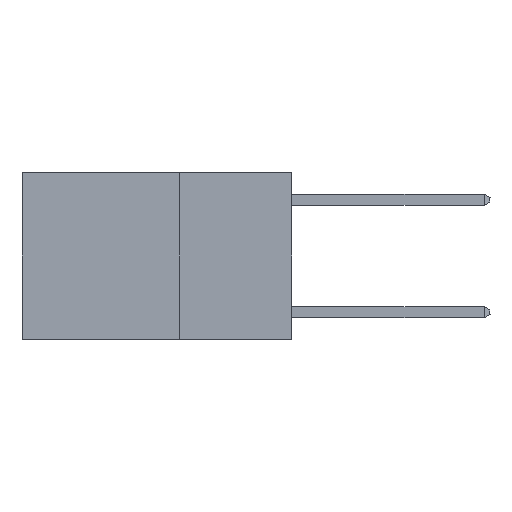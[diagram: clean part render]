
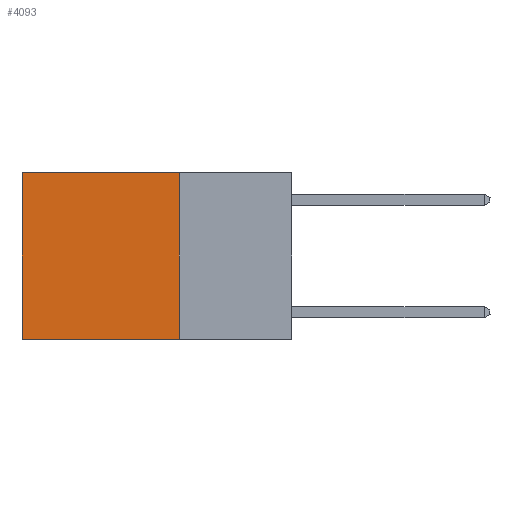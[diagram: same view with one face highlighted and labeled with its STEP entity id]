
A CAD part, left-side view. The second image highlights one B-rep face of the part: STEP entity #4093.
In plain terms, the highlighted planar face has unit normal (-1, 0, 0).
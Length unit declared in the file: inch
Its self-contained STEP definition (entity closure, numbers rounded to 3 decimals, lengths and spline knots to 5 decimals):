
#389 = VERTEX_POINT ( 'NONE', #3840 ) ;
#490 = VERTEX_POINT ( 'NONE', #623 ) ;
#552 = VECTOR ( 'NONE', #10893, 39.37008 ) ;
#623 = CARTESIAN_POINT ( 'NONE',  ( 0.2625, 0.25, -0.37 ) ) ;
#886 = CARTESIAN_POINT ( 'NONE',  ( 0.2625, 0.25, -0.37 ) ) ;
#1544 = VERTEX_POINT ( 'NONE', #5006 ) ;
#1788 = EDGE_CURVE ( 'NONE', #7451, #490, #8731, .T. ) ;
#2474 = ORIENTED_EDGE ( 'NONE', *, *, #3910, .F. ) ;
#2490 = CARTESIAN_POINT ( 'NONE',  ( 0.2625, 0.25, 0. ) ) ;
#3707 = LINE ( 'NONE', #886, #9593 ) ;
#3826 = PLANE ( 'NONE',  #6211 ) ;
#3840 = CARTESIAN_POINT ( 'NONE',  ( 0.2625, 0.6, 0. ) ) ;
#3910 = EDGE_CURVE ( 'NONE', #490, #1544, #3707, .T. ) ;
#4093 = ADVANCED_FACE ( 'NONE', ( #8481 ), #3826, .F. ) ;
#4124 = CARTESIAN_POINT ( 'NONE',  ( 0.2625, 0.25, 0. ) ) ;
#4220 = ORIENTED_EDGE ( 'NONE', *, *, #1788, .F. ) ;
#4449 = CARTESIAN_POINT ( 'NONE',  ( 0.2625, 0.25, 0. ) ) ;
#4548 = DIRECTION ( 'NONE',  ( 0., 1., 0. ) ) ;
#5006 = CARTESIAN_POINT ( 'NONE',  ( 0.2625, 0.6, -0.37 ) ) ;
#5358 = CARTESIAN_POINT ( 'NONE',  ( 0.2625, 0.6, 0. ) ) ;
#5939 = ORIENTED_EDGE ( 'NONE', *, *, #10951, .T. ) ;
#6211 = AXIS2_PLACEMENT_3D ( 'NONE', #6535, #7658, #7434 ) ;
#6535 = CARTESIAN_POINT ( 'NONE',  ( 0.2625, 0.25, 0. ) ) ;
#7034 = DIRECTION ( 'NONE',  ( 0., 0., -1. ) ) ;
#7248 = EDGE_CURVE ( 'NONE', #7451, #389, #8265, .T. ) ;
#7434 = DIRECTION ( 'NONE',  ( 0., 0., -1. ) ) ;
#7451 = VERTEX_POINT ( 'NONE', #2490 ) ;
#7658 = DIRECTION ( 'NONE',  ( 1., 0., 0. ) ) ;
#8265 = LINE ( 'NONE', #4124, #9383 ) ;
#8481 = FACE_OUTER_BOUND ( 'NONE', #8514, .T. ) ;
#8514 = EDGE_LOOP ( 'NONE', ( #5939, #2474, #4220, #9280 ) ) ;
#8600 = DIRECTION ( 'NONE',  ( 0., 1., 0. ) ) ;
#8731 = LINE ( 'NONE', #4449, #552 ) ;
#8843 = LINE ( 'NONE', #5358, #11543 ) ;
#9280 = ORIENTED_EDGE ( 'NONE', *, *, #7248, .T. ) ;
#9383 = VECTOR ( 'NONE', #8600, 39.37008 ) ;
#9593 = VECTOR ( 'NONE', #4548, 39.37008 ) ;
#10893 = DIRECTION ( 'NONE',  ( 0., 0., -1. ) ) ;
#10951 = EDGE_CURVE ( 'NONE', #389, #1544, #8843, .T. ) ;
#11543 = VECTOR ( 'NONE', #7034, 39.37008 ) ;
